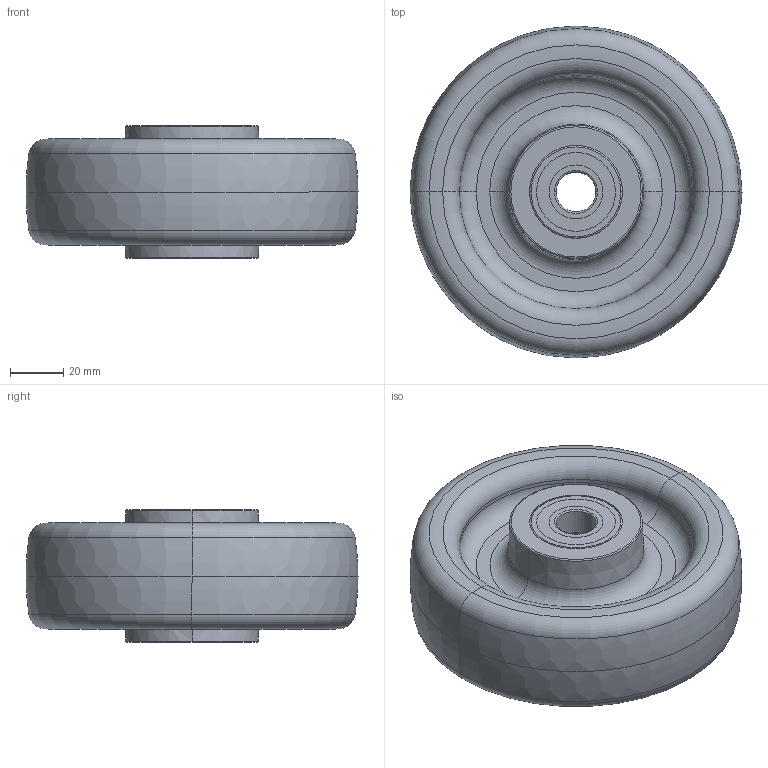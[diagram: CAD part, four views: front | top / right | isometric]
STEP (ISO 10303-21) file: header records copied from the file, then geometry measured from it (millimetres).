
FILE_DESCRIPTION (( 'STEP AP214' ), '1' );
FILE_NAME ('0033392.step', '2020-10-30T10:49:31', ( '' ), ( '' ), 'SwSTEP 2.0', 'SolidWorks 2018', '' );
FILE_SCHEMA (( 'AUTOMOTIVE_DESIGN' ));
Length unit declared in the file: millimetre
Products named in the file (1): 0033392
Bounding box: 125 x 125 x 50 mm (x, y, z)
Volume: 356117.7 mm3; surface area: 70119.9 mm2
Topology: 12 solids, 12 shells, 170 faces, 340 edges, 202 vertices
Faces by surface type: cylinder 70, torus 64, plane 32, cone 4
Entity records: 6529 total; most frequent: DIRECTION 948, CARTESIAN_POINT 713, ORIENTED_EDGE 680, AXIS2_PLACEMENT_3D 437, EDGE_CURVE 340, CIRCLE 266, EDGE_LOOP 202, VERTEX_POINT 202
